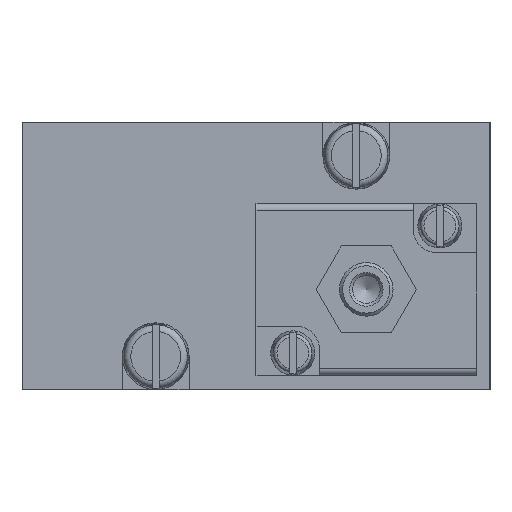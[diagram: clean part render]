
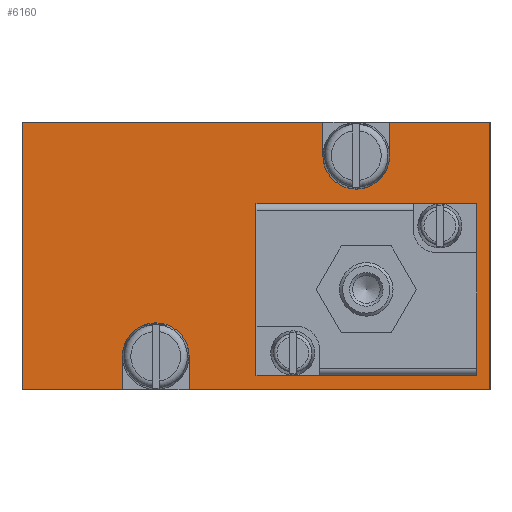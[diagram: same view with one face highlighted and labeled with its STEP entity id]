
A CAD part, left-side view. The second image highlights one B-rep face of the part: STEP entity #6160.
In plain terms, the highlighted planar face has unit normal (-1, 0, 0).
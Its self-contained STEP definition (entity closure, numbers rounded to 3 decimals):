
#336=CIRCLE('',#6626,5.);
#337=CIRCLE('',#6627,5.);
#867=ORIENTED_EDGE('',*,*,#2437,.F.);
#868=ORIENTED_EDGE('',*,*,#2449,.F.);
#869=ORIENTED_EDGE('',*,*,#2432,.T.);
#870=ORIENTED_EDGE('',*,*,#2451,.T.);
#871=ORIENTED_EDGE('',*,*,#2617,.F.);
#872=ORIENTED_EDGE('',*,*,#2618,.F.);
#873=ORIENTED_EDGE('',*,*,#2619,.F.);
#874=ORIENTED_EDGE('',*,*,#2614,.T.);
#875=ORIENTED_EDGE('',*,*,#2620,.T.);
#876=ORIENTED_EDGE('',*,*,#2621,.F.);
#877=ORIENTED_EDGE('',*,*,#2622,.F.);
#878=ORIENTED_EDGE('',*,*,#2623,.F.);
#879=ORIENTED_EDGE('',*,*,#2624,.F.);
#880=ORIENTED_EDGE('',*,*,#2625,.F.);
#881=ORIENTED_EDGE('',*,*,#2626,.F.);
#882=ORIENTED_EDGE('',*,*,#2610,.T.);
#2432=EDGE_CURVE('',#3325,#3324,#3926,.T.);
#2437=EDGE_CURVE('',#3328,#3329,#3931,.T.);
#2449=EDGE_CURVE('',#3325,#3328,#3939,.T.);
#2451=EDGE_CURVE('',#3324,#3329,#3941,.T.);
#2610=EDGE_CURVE('',#3466,#3464,#3992,.T.);
#2614=EDGE_CURVE('',#3470,#3469,#3996,.T.);
#2617=EDGE_CURVE('',#3472,#3464,#3999,.T.);
#2618=EDGE_CURVE('',#3473,#3472,#336,.F.);
#2619=EDGE_CURVE('',#3470,#3473,#4000,.T.);
#2620=EDGE_CURVE('',#3469,#3474,#4001,.T.);
#2621=EDGE_CURVE('',#3475,#3474,#4002,.T.);
#2622=EDGE_CURVE('',#3476,#3475,#4003,.T.);
#2623=EDGE_CURVE('',#3477,#3476,#337,.F.);
#2624=EDGE_CURVE('',#3478,#3477,#4004,.T.);
#2625=EDGE_CURVE('',#3479,#3478,#4005,.T.);
#2626=EDGE_CURVE('',#3466,#3479,#4006,.T.);
#3324=VERTEX_POINT('',#9232);
#3325=VERTEX_POINT('',#9234);
#3328=VERTEX_POINT('',#9242);
#3329=VERTEX_POINT('',#9244);
#3464=VERTEX_POINT('',#9767);
#3466=VERTEX_POINT('',#9770);
#3469=VERTEX_POINT('',#9776);
#3470=VERTEX_POINT('',#9778);
#3472=VERTEX_POINT('',#9784);
#3473=VERTEX_POINT('',#9786);
#3474=VERTEX_POINT('',#9789);
#3475=VERTEX_POINT('',#9791);
#3476=VERTEX_POINT('',#9793);
#3477=VERTEX_POINT('',#9795);
#3478=VERTEX_POINT('',#9797);
#3479=VERTEX_POINT('',#9799);
#3926=LINE('',#9233,#4450);
#3931=LINE('',#9243,#4455);
#3939=LINE('',#9266,#4463);
#3941=LINE('',#9270,#4465);
#3992=LINE('',#9769,#4516);
#3996=LINE('',#9777,#4520);
#3999=LINE('',#9783,#4523);
#4000=LINE('',#9787,#4524);
#4001=LINE('',#9788,#4525);
#4002=LINE('',#9790,#4526);
#4003=LINE('',#9792,#4527);
#4004=LINE('',#9796,#4528);
#4005=LINE('',#9798,#4529);
#4006=LINE('',#9800,#4530);
#4450=VECTOR('',#7265,1000.);
#4455=VECTOR('',#7272,1000.);
#4463=VECTOR('',#7290,1000.);
#4465=VECTOR('',#7294,1000.);
#4516=VECTOR('',#7533,1000.);
#4520=VECTOR('',#7537,1000.);
#4523=VECTOR('',#7542,1000.);
#4524=VECTOR('',#7545,1000.);
#4525=VECTOR('',#7546,1000.);
#4526=VECTOR('',#7547,1000.);
#4527=VECTOR('',#7548,1000.);
#4528=VECTOR('',#7551,1000.);
#4529=VECTOR('',#7552,1000.);
#4530=VECTOR('',#7553,1000.);
#5018=EDGE_LOOP('',(#867,#868,#869,#870));
#5019=EDGE_LOOP('',(#871,#872,#873,#874,#875,#876,#877,#878,#879,#880,#881,
#882));
#5488=FACE_BOUND('',#5018,.T.);
#5489=FACE_BOUND('',#5019,.T.);
#5922=PLANE('',#6625);
#6160=ADVANCED_FACE('',(#5488,#5489),#5922,.F.);
#6625=AXIS2_PLACEMENT_3D('',#9782,#7540,#7541);
#6626=AXIS2_PLACEMENT_3D('',#9785,#7543,#7544);
#6627=AXIS2_PLACEMENT_3D('',#9794,#7549,#7550);
#7265=DIRECTION('',(0.,-1.,0.));
#7272=DIRECTION('',(0.,-1.,0.));
#7290=DIRECTION('',(0.,0.,-1.));
#7294=DIRECTION('',(0.,0.,-1.));
#7533=DIRECTION('',(0.,-1.,0.));
#7537=DIRECTION('',(0.,-1.,0.));
#7540=DIRECTION('',(1.,0.,0.));
#7541=DIRECTION('',(0.,0.,-1.));
#7542=DIRECTION('',(0.,0.,-1.));
#7543=DIRECTION('',(1.,0.,0.));
#7544=DIRECTION('',(0.,0.,-1.));
#7545=DIRECTION('',(0.,0.,1.));
#7546=DIRECTION('',(0.,0.,1.));
#7547=DIRECTION('',(0.,-1.,0.));
#7548=DIRECTION('',(0.,0.,1.));
#7549=DIRECTION('',(1.,0.,0.));
#7550=DIRECTION('',(0.,0.,-1.));
#7551=DIRECTION('',(0.,0.,-1.));
#7552=DIRECTION('',(0.,-1.,0.));
#7553=DIRECTION('',(0.,0.,1.));
#9232=CARTESIAN_POINT('',(-81.5,2.,7.85));
#9233=CARTESIAN_POINT('',(-81.5,35.,7.85));
#9234=CARTESIAN_POINT('',(-81.5,35.,7.85));
#9242=CARTESIAN_POINT('',(-81.5,35.,-17.85));
#9243=CARTESIAN_POINT('',(-81.5,35.,-17.85));
#9244=CARTESIAN_POINT('',(-81.5,2.,-17.85));
#9266=CARTESIAN_POINT('',(-81.5,35.,7.85));
#9270=CARTESIAN_POINT('',(-81.5,2.,7.85));
#9767=CARTESIAN_POINT('',(-81.5,55.,-20.));
#9769=CARTESIAN_POINT('',(-81.5,70.,-20.));
#9770=CARTESIAN_POINT('',(-81.5,70.,-20.));
#9776=CARTESIAN_POINT('',(-81.5,0.,-20.));
#9777=CARTESIAN_POINT('',(-81.5,70.,-20.));
#9778=CARTESIAN_POINT('',(-81.5,45.,-20.));
#9782=CARTESIAN_POINT('',(-81.5,70.,-20.));
#9783=CARTESIAN_POINT('',(-81.5,55.,-20.));
#9784=CARTESIAN_POINT('',(-81.5,55.,-15.));
#9785=CARTESIAN_POINT('',(-81.5,50.,-15.));
#9786=CARTESIAN_POINT('',(-81.5,45.,-15.));
#9787=CARTESIAN_POINT('',(-81.5,45.,-20.));
#9788=CARTESIAN_POINT('',(-81.5,0.,-20.));
#9789=CARTESIAN_POINT('',(-81.5,0.,20.));
#9790=CARTESIAN_POINT('',(-81.5,70.,20.));
#9791=CARTESIAN_POINT('',(-81.5,15.,20.));
#9792=CARTESIAN_POINT('',(-81.5,15.,-20.));
#9793=CARTESIAN_POINT('',(-81.5,15.,15.));
#9794=CARTESIAN_POINT('',(-81.5,20.,15.));
#9795=CARTESIAN_POINT('',(-81.5,25.,15.));
#9796=CARTESIAN_POINT('',(-81.5,25.,-20.));
#9797=CARTESIAN_POINT('',(-81.5,25.,20.));
#9798=CARTESIAN_POINT('',(-81.5,70.,20.));
#9799=CARTESIAN_POINT('',(-81.5,70.,20.));
#9800=CARTESIAN_POINT('',(-81.5,70.,-20.));
